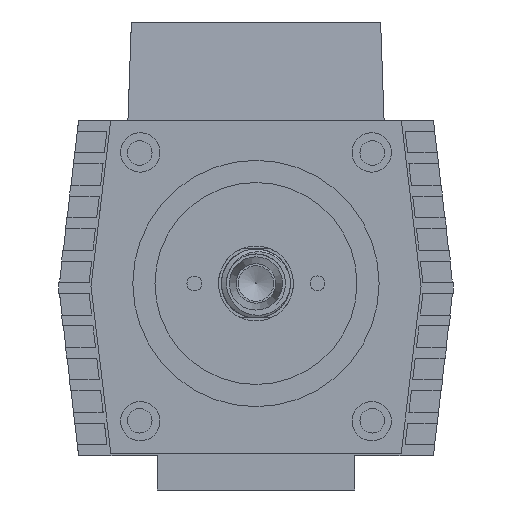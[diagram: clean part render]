
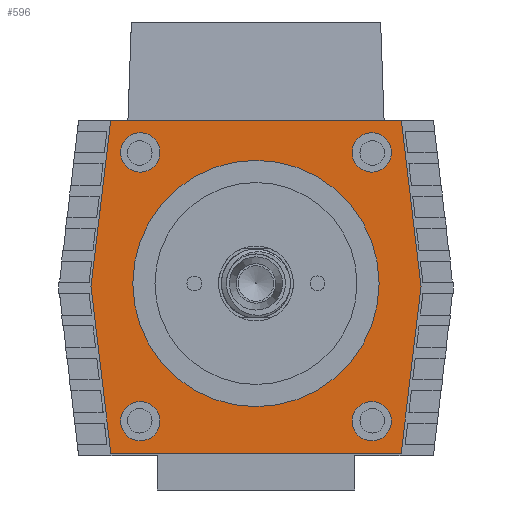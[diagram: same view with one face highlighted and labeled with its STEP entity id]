
A CAD part, left-side view. The second image highlights one B-rep face of the part: STEP entity #596.
In plain terms, the highlighted planar face has unit normal (-1, 0, 0).
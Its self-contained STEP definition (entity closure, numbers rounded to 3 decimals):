
#331=FACE_BOUND('',#1089,.T.);
#332=FACE_BOUND('',#1090,.T.);
#333=FACE_BOUND('',#1091,.T.);
#334=FACE_BOUND('',#1092,.T.);
#335=FACE_BOUND('',#1093,.T.);
#417=CIRCLE('',#3538,4.);
#418=CIRCLE('',#3539,4.);
#419=CIRCLE('',#3540,4.);
#420=CIRCLE('',#3541,4.);
#596=ADVANCED_FACE('',(#331,#332,#333,#334,#335),#757,.T.);
#757=PLANE('',#3542);
#1089=EDGE_LOOP('',(#1862));
#1090=EDGE_LOOP('',(#1863));
#1091=EDGE_LOOP('',(#1864));
#1092=EDGE_LOOP('',(#1865));
#1093=EDGE_LOOP('',(#1866,#1867,#1868,#1869,#1870,#1871));
#1862=ORIENTED_EDGE('',*,*,#2633,.F.);
#1863=ORIENTED_EDGE('',*,*,#2634,.T.);
#1864=ORIENTED_EDGE('',*,*,#2635,.T.);
#1865=ORIENTED_EDGE('',*,*,#2636,.F.);
#1866=ORIENTED_EDGE('',*,*,#2613,.T.);
#1867=ORIENTED_EDGE('',*,*,#2617,.T.);
#1868=ORIENTED_EDGE('',*,*,#2620,.T.);
#1869=ORIENTED_EDGE('',*,*,#2623,.T.);
#1870=ORIENTED_EDGE('',*,*,#2626,.T.);
#1871=ORIENTED_EDGE('',*,*,#2629,.T.);
#2218=VERTEX_POINT('',#5189);
#2219=VERTEX_POINT('',#5190);
#2222=VERTEX_POINT('',#5198);
#2224=VERTEX_POINT('',#5204);
#2226=VERTEX_POINT('',#5210);
#2228=VERTEX_POINT('',#5216);
#2232=VERTEX_POINT('',#5230);
#2233=VERTEX_POINT('',#5232);
#2234=VERTEX_POINT('',#5234);
#2235=VERTEX_POINT('',#5236);
#2613=EDGE_CURVE('',#2218,#2219,#2992,.T.);
#2617=EDGE_CURVE('',#2219,#2222,#2996,.T.);
#2620=EDGE_CURVE('',#2222,#2224,#2999,.T.);
#2623=EDGE_CURVE('',#2224,#2226,#3002,.T.);
#2626=EDGE_CURVE('',#2226,#2228,#3005,.T.);
#2629=EDGE_CURVE('',#2228,#2218,#3008,.T.);
#2633=EDGE_CURVE('',#2232,#2232,#417,.T.);
#2634=EDGE_CURVE('',#2233,#2233,#418,.T.);
#2635=EDGE_CURVE('',#2234,#2234,#419,.T.);
#2636=EDGE_CURVE('',#2235,#2235,#420,.T.);
#2992=LINE('',#5188,#3328);
#2996=LINE('',#5197,#3332);
#2999=LINE('',#5203,#3335);
#3002=LINE('',#5209,#3338);
#3005=LINE('',#5215,#3341);
#3008=LINE('',#5221,#3344);
#3328=VECTOR('',#4265,1.);
#3332=VECTOR('',#4271,1.);
#3335=VECTOR('',#4276,1.);
#3338=VECTOR('',#4281,1.);
#3341=VECTOR('',#4286,1.);
#3344=VECTOR('',#4291,1.);
#3538=AXIS2_PLACEMENT_3D('',#5229,#4301,#4302);
#3539=AXIS2_PLACEMENT_3D('',#5231,#4303,#4304);
#3540=AXIS2_PLACEMENT_3D('',#5233,#4305,#4306);
#3541=AXIS2_PLACEMENT_3D('',#5235,#4307,#4308);
#3542=AXIS2_PLACEMENT_3D('',#5237,#4309,#4310);
#4265=DIRECTION('',(0.,1.,0.));
#4271=DIRECTION('',(0.,0.118,-0.993));
#4276=DIRECTION('',(0.,-0.118,-0.993));
#4281=DIRECTION('',(0.,-1.,0.));
#4286=DIRECTION('',(0.,-0.118,0.993));
#4291=DIRECTION('',(0.,0.118,0.993));
#4301=DIRECTION('',(-1.,0.,0.));
#4302=DIRECTION('',(0.,1.,0.));
#4303=DIRECTION('',(1.,0.,0.));
#4304=DIRECTION('',(0.,-1.,0.));
#4305=DIRECTION('',(1.,0.,0.));
#4306=DIRECTION('',(0.,1.,0.));
#4307=DIRECTION('',(-1.,0.,0.));
#4308=DIRECTION('',(0.,-1.,0.));
#4309=DIRECTION('',(-1.,0.,0.));
#4310=DIRECTION('',(0.,0.,1.));
#5188=CARTESIAN_POINT('',(0.,-0.024,67.5));
#5189=CARTESIAN_POINT('',(0.,-0.024,67.5));
#5190=CARTESIAN_POINT('',(0.,58.976,67.5));
#5197=CARTESIAN_POINT('',(0.,58.976,67.5));
#5198=CARTESIAN_POINT('',(0.,62.976,33.749));
#5203=CARTESIAN_POINT('',(0.,62.976,33.749));
#5204=CARTESIAN_POINT('',(0.,58.952,0.));
#5209=CARTESIAN_POINT('',(0.,58.952,0.));
#5210=CARTESIAN_POINT('',(0.,0.,0.));
#5215=CARTESIAN_POINT('',(0.,0.,0.));
#5216=CARTESIAN_POINT('',(0.,-4.024,33.749));
#5221=CARTESIAN_POINT('',(0.,-4.024,33.749));
#5229=CARTESIAN_POINT('',(0.,5.976,6.477));
#5230=CARTESIAN_POINT('',(0.,9.976,6.477));
#5231=CARTESIAN_POINT('',(0.,52.976,6.477));
#5232=CARTESIAN_POINT('',(0.,48.976,6.477));
#5233=CARTESIAN_POINT('',(0.,5.976,61.02));
#5234=CARTESIAN_POINT('',(0.,9.976,61.02));
#5235=CARTESIAN_POINT('',(0.,52.976,61.02));
#5236=CARTESIAN_POINT('',(0.,48.976,61.02));
#5237=CARTESIAN_POINT('',(0.,0.,0.));
